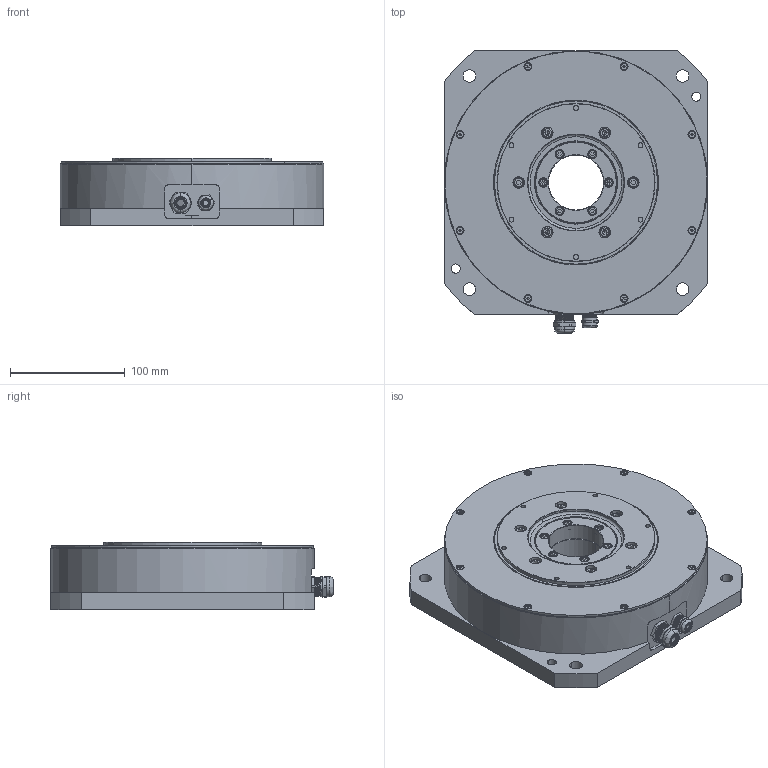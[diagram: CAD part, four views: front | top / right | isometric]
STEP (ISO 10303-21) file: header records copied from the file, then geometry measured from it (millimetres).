
FILE_DESCRIPTION (( 'STEP AP203' ), '1' );
FILE_NAME ('ZWDIR230-59-×Ü×°-A00.STEP', '2023-06-13T09:04:53', ( '' ), ( '' ), 'SwSTEP 2.0', 'SolidWorks 2020', '' );
FILE_SCHEMA (( 'CONFIG_CONTROL_DESIGN' ));
Length unit declared in the file: millimetre
Products named in the file (1): ZWDIR230-59-軞蚾-A00
Bounding box: 230 x 246.5 x 59 mm (x, y, z)
Surface area: 211974.7 mm2 (no closed solid volume)
Topology: 0 solids, 70 shells, 569 faces, 1617 edges, 1086 vertices
Faces by surface type: plane 273, cylinder 166, cone 78, torus 42, bspline 6, sphere 4
Entity records: 31879 total; most frequent: CARTESIAN_POINT 17518, DIRECTION 2962, ORIENTED_EDGE 2620, EDGE_CURVE 1581, AXIS2_PLACEMENT_3D 1093, VERTEX_POINT 1086, LINE 776, VECTOR 776
